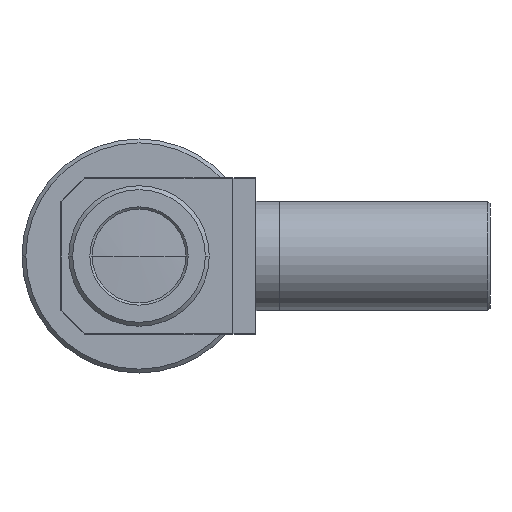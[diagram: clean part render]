
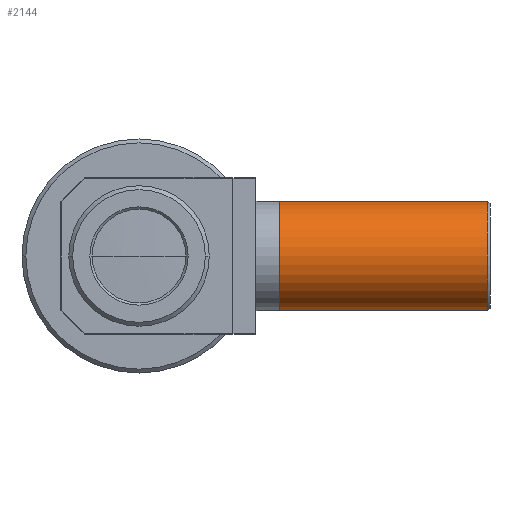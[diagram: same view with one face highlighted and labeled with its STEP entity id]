
A CAD part, left-side view. The second image highlights one B-rep face of the part: STEP entity #2144.
In plain terms, the highlighted cylindrical face has radius 7 mm (diameter 14 mm), a partial arc.
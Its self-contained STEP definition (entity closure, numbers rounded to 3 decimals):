
#66 = EDGE_CURVE ( 'NONE', #6931, #2566, #3305, .T. ) ;
#163 = VERTEX_POINT ( 'NONE', #6743 ) ;
#306 = CARTESIAN_POINT ( 'NONE',  ( -22., -45., -7. ) ) ;
#308 = DIRECTION ( 'NONE',  ( 0., 1., 0. ) ) ;
#392 = CARTESIAN_POINT ( 'NONE',  ( -22., -45., 0. ) ) ;
#452 = CARTESIAN_POINT ( 'NONE',  ( -22., -44.7, -7. ) ) ;
#504 = CARTESIAN_POINT ( 'NONE',  ( -22., -44.7, 0. ) ) ;
#510 = AXIS2_PLACEMENT_3D ( 'NONE', #392, #2071, #4353 ) ;
#535 = DIRECTION ( 'NONE',  ( 0., 1., 0. ) ) ;
#564 = DIRECTION ( 'NONE',  ( 0., 0., -1. ) ) ;
#815 = VECTOR ( 'NONE', #308, 1000. ) ;
#1797 = ORIENTED_EDGE ( 'NONE', *, *, #5390, .T. ) ;
#1808 = CIRCLE ( 'NONE', #3469, 7. ) ;
#2071 = DIRECTION ( 'NONE',  ( 0., 1., 0. ) ) ;
#2144 = ADVANCED_FACE ( 'NONE', ( #6610 ), #5536, .T. ) ;
#2215 = EDGE_CURVE ( 'NONE', #163, #7191, #6429, .T. ) ;
#2566 = VERTEX_POINT ( 'NONE', #5213 ) ;
#2730 = CIRCLE ( 'NONE', #6428, 7. ) ;
#3068 = ORIENTED_EDGE ( 'NONE', *, *, #66, .F. ) ;
#3305 = LINE ( 'NONE', #306, #815 ) ;
#3469 = AXIS2_PLACEMENT_3D ( 'NONE', #5695, #5140, #4180 ) ;
#3526 = CARTESIAN_POINT ( 'NONE',  ( -22., -18., 7. ) ) ;
#3533 = VECTOR ( 'NONE', #4315, 1000. ) ;
#3757 = EDGE_LOOP ( 'NONE', ( #3068, #1797, #5910, #7342 ) ) ;
#4180 = DIRECTION ( 'NONE',  ( 0., 0., -1. ) ) ;
#4315 = DIRECTION ( 'NONE',  ( 0., 1., 0. ) ) ;
#4353 = DIRECTION ( 'NONE',  ( 0., 0., 1. ) ) ;
#4607 = CARTESIAN_POINT ( 'NONE',  ( -22., -45., 7. ) ) ;
#4788 = EDGE_CURVE ( 'NONE', #7191, #2566, #1808, .T. ) ;
#5140 = DIRECTION ( 'NONE',  ( 0., -1., 0. ) ) ;
#5213 = CARTESIAN_POINT ( 'NONE',  ( -22., -18., -7. ) ) ;
#5390 = EDGE_CURVE ( 'NONE', #6931, #163, #2730, .T. ) ;
#5536 = CYLINDRICAL_SURFACE ( 'NONE', #510, 7. ) ;
#5695 = CARTESIAN_POINT ( 'NONE',  ( -22., -18., 0. ) ) ;
#5910 = ORIENTED_EDGE ( 'NONE', *, *, #2215, .T. ) ;
#6428 = AXIS2_PLACEMENT_3D ( 'NONE', #504, #535, #564 ) ;
#6429 = LINE ( 'NONE', #4607, #3533 ) ;
#6610 = FACE_OUTER_BOUND ( 'NONE', #3757, .T. ) ;
#6743 = CARTESIAN_POINT ( 'NONE',  ( -22., -44.7, 7. ) ) ;
#6931 = VERTEX_POINT ( 'NONE', #452 ) ;
#7191 = VERTEX_POINT ( 'NONE', #3526 ) ;
#7342 = ORIENTED_EDGE ( 'NONE', *, *, #4788, .T. ) ;
